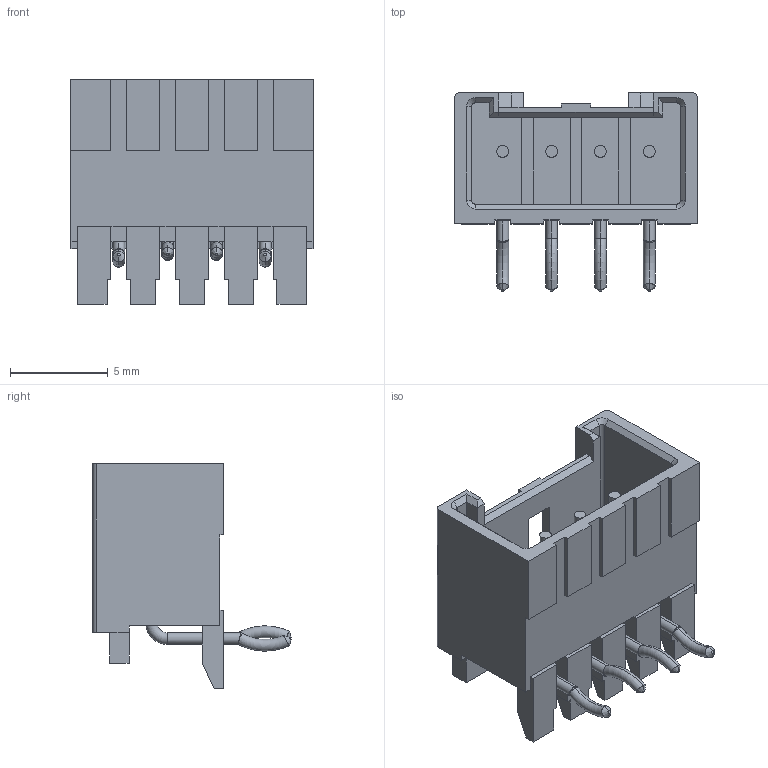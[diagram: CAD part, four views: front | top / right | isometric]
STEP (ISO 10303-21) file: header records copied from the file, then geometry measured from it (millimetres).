
FILE_DESCRIPTION(('STEP AP203'),'1');
FILE_NAME(' ',' ',('TraceParts'),('TraceParts S.A.'),'XStep 1.0',' ',' ');
FILE_SCHEMA(('CONFIG_CONTROL_DESIGN'));
Length unit declared in the file: millimetre
Products named in the file (16): 1; 2; 3; 4; 5; 6; 7; 8; 9; 10; 11; 12; 13; 14; 15; 16
Bounding box: 12.4 x 10.14 x 11.5 mm (x, y, z)
Volume: 342.2 mm3; surface area: 935.7 mm2
Topology: 1 solids, 1 shells, 233 faces, 624 edges, 414 vertices
Faces by surface type: plane 175, torus 24, cylinder 22, bspline 8, cone 4
Entity records: 8553 total; most frequent: CARTESIAN_POINT 2095, ORIENTED_EDGE 1218, DIRECTION 1142, EDGE_CURVE 609, LINE 508, VECTOR 508, VERTEX_POINT 384, AXIS2_PLACEMENT_3D 317
